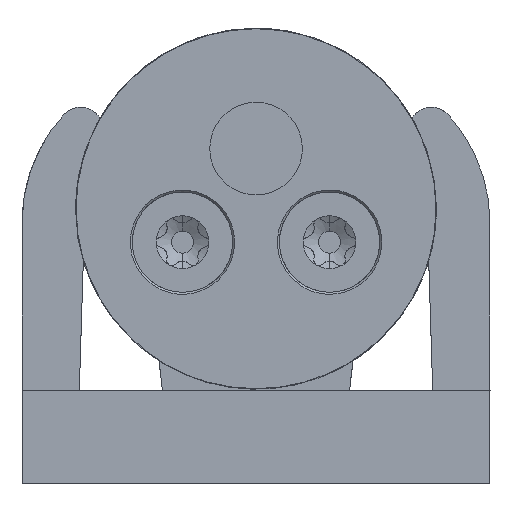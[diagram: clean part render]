
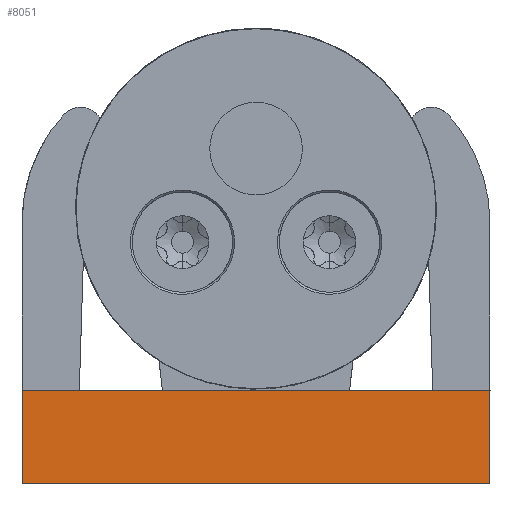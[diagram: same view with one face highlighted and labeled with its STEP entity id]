
A CAD part, front view. The second image highlights one B-rep face of the part: STEP entity #8051.
In plain terms, the highlighted planar face has unit normal (0, -1, 0).
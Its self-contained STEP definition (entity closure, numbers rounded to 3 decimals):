
#8033=AXIS2_PLACEMENT_3D('Plane Axis2P3D',#8030,#8031,#8032) ;
#6879=CARTESIAN_POINT('Line Origine',(17.5,0.,7.)) ;
#6883=CARTESIAN_POINT('Vertex',(0.,0.,7.)) ;
#6885=CARTESIAN_POINT('Vertex',(35.,0.,7.)) ;
#7158=CARTESIAN_POINT('Vertex',(0.,0.,0.)) ;
#7174=CARTESIAN_POINT('Vertex',(35.,0.,0.)) ;
#7177=CARTESIAN_POINT('Line Origine',(17.5,0.,0.)) ;
#8030=CARTESIAN_POINT('Axis2P3D Location',(-0.02,0.,-0.02)) ;
#8035=CARTESIAN_POINT('Line Origine',(35.,0.,3.5)) ;
#8040=CARTESIAN_POINT('Line Origine',(0.,0.,3.5)) ;
#6880=DIRECTION('Vector Direction',(1.,0.,0.)) ;
#7178=DIRECTION('Vector Direction',(-1.,0.,0.)) ;
#8031=DIRECTION('Axis2P3D Direction',(0.,-1.,0.)) ;
#8032=DIRECTION('Axis2P3D XDirection',(1.,0.,0.)) ;
#8036=DIRECTION('Vector Direction',(0.,0.,1.)) ;
#8041=DIRECTION('Vector Direction',(0.,0.,1.)) ;
#6881=VECTOR('Line Direction',#6880,1.) ;
#7179=VECTOR('Line Direction',#7178,1.) ;
#8037=VECTOR('Line Direction',#8036,1.) ;
#8042=VECTOR('Line Direction',#8041,1.) ;
#8046=ORIENTED_EDGE('',*,*,#8039,.T.) ;
#8047=ORIENTED_EDGE('',*,*,#6887,.F.) ;
#8048=ORIENTED_EDGE('',*,*,#8044,.F.) ;
#8049=ORIENTED_EDGE('',*,*,#7181,.F.) ;
#8051=ADVANCED_FACE('Hauptkoerper',(#8050),#8034,.T.) ;
#6887=EDGE_CURVE('',#6884,#6886,#6882,.T.) ;
#7181=EDGE_CURVE('',#7175,#7159,#7180,.T.) ;
#8039=EDGE_CURVE('',#7175,#6886,#8038,.T.) ;
#8044=EDGE_CURVE('',#7159,#6884,#8043,.T.) ;
#8045=EDGE_LOOP('',(#8046,#8047,#8048,#8049)) ;
#8050=FACE_OUTER_BOUND('',#8045,.T.) ;
#6882=LINE('Line',#6879,#6881) ;
#7180=LINE('Line',#7177,#7179) ;
#8038=LINE('Line',#8035,#8037) ;
#8043=LINE('Line',#8040,#8042) ;
#8034=PLANE('',#8033) ;
#6884=VERTEX_POINT('',#6883) ;
#6886=VERTEX_POINT('',#6885) ;
#7159=VERTEX_POINT('',#7158) ;
#7175=VERTEX_POINT('',#7174) ;
